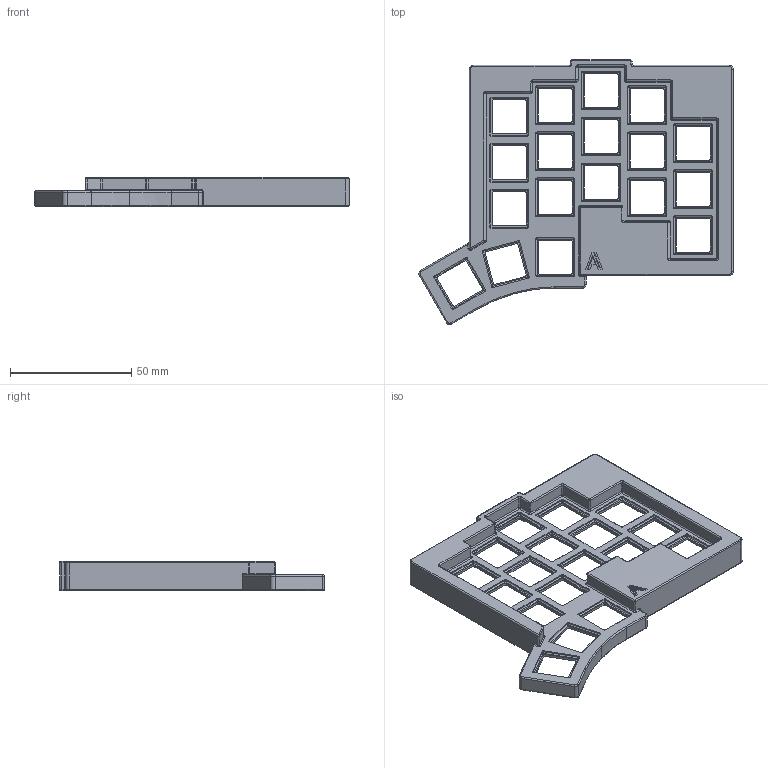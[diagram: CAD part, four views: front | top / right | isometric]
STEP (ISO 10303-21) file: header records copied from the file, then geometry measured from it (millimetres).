
FILE_DESCRIPTION(/* description */ (''),/* implementation_level */ '2;1');
FILE_NAME(/* name */ 'top-right.step',/* time_stamp */ '2024-10-14T21:51:54-04:00',/* author */ (''),/* organization */ (''),/* preprocessor_version */ 'ST-DEVELOPER v20',/* originating_system */ 'Autodesk Translation Framework v13.20.0.188',/* authorisation */ '');
FILE_SCHEMA (('AUTOMOTIVE_DESIGN { 1 0 10303 214 3 1 1 }'));
Length unit declared in the file: millimetre
Products named in the file (1): Enclosure Unified
Bounding box: 129.79 x 109.42 x 12 mm (x, y, z)
Volume: 23916.1 mm3; surface area: 26946.2 mm2
Topology: 1 solids, 1 shells, 878 faces, 2076 edges, 1223 vertices
Faces by surface type: cylinder 414, plane 277, sphere 109, torus 56, bspline 22
Full cylindrical faces by diameter (mm): 2.9 x4
Entity records: 25372 total; most frequent: DIRECTION 4647, CARTESIAN_POINT 4631, ORIENTED_EDGE 4150, EDGE_CURVE 2075, AXIS2_PLACEMENT_3D 1742, VERTEX_POINT 1223, LINE 1163, VECTOR 1163
